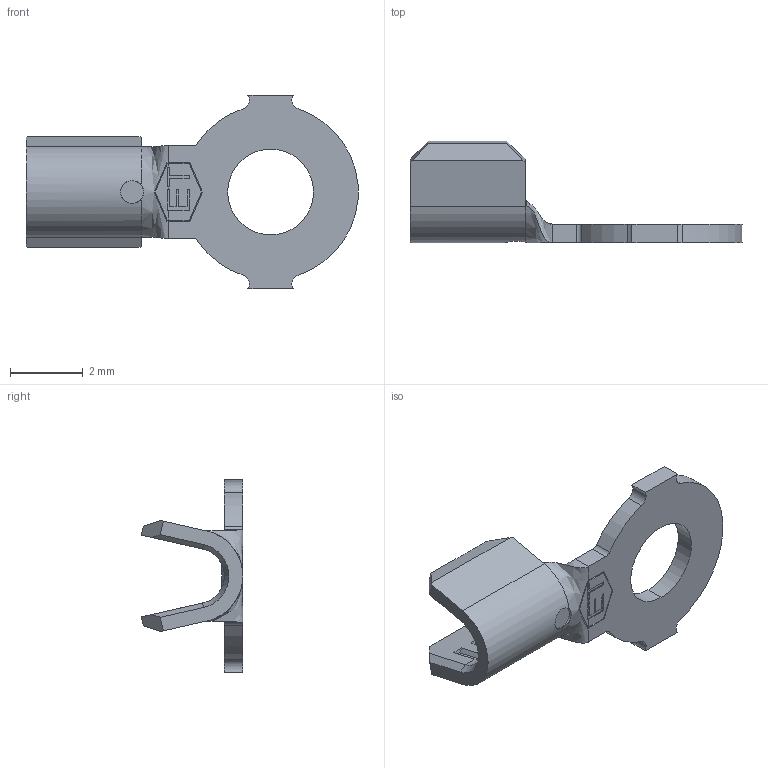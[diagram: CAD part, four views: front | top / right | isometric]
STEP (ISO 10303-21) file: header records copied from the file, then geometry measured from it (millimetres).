
FILE_DESCRIPTION (( 'STEP AP203' ), '1' );
FILE_NAME ('00285.STEP', '2015-02-06T17:43:43', ( '' ), ( '' ), 'SwSTEP 2.0', 'SolidWorks 2014', '' );
FILE_SCHEMA (( 'CONFIG_CONTROL_DESIGN' ));
Length unit declared in the file: inch
Products named in the file (1): 00285
Bounding box: 9.14 x 2.79 x 5.33 mm (x, y, z)
Volume: 18.1 mm3; surface area: 95.4 mm2
Topology: 1 solids, 1 shells, 131 faces, 346 edges, 218 vertices
Faces by surface type: plane 92, cylinder 23, cone 9, bspline 7
Entity records: 4236 total; most frequent: CARTESIAN_POINT 979, ORIENTED_EDGE 692, DIRECTION 609, EDGE_CURVE 346, LINE 267, VECTOR 267, VERTEX_POINT 218, AXIS2_PLACEMENT_3D 171
